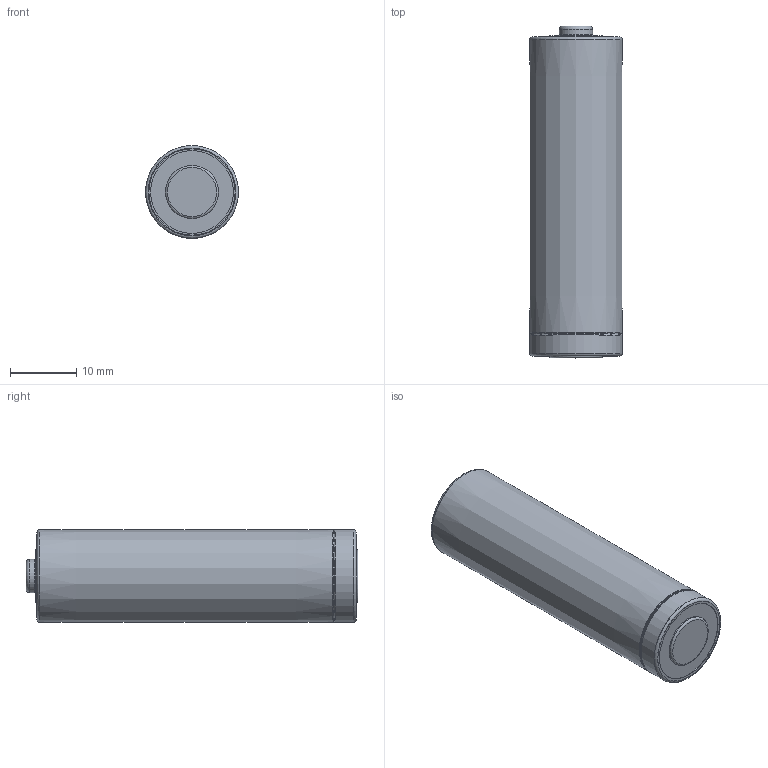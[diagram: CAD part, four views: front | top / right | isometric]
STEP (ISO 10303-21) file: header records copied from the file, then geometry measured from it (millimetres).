
FILE_DESCRIPTION(/* description */ (''),/* implementation_level */ '2;1');
FILE_NAME(/* name */ 'Battery AA v6.step',/* time_stamp */ '2017-09-26T23:42:37+02:00',/* author */ (''),/* organization */ (''),/* preprocessor_version */ 'ST-DEVELOPER v16.13',/* originating_system */ 'Autodesk Translation Framework v6.1.1.50',/* authorisation */ '');
FILE_SCHEMA (('AUTOMOTIVE_DESIGN { 1 0 10303 214 3 1 1 }'));
Length unit declared in the file: millimetre
Products named in the file (4): Battery AA v6; Component2; Component3; Component5
Assembly tree (3 placements, depth 2):
  Battery AA v6
    Component2
    Component3
    Component5
Bounding box: 14 x 50 x 14 mm (x, y, z)
Volume: 512.3 mm3; surface area: 4932.7 mm2
Topology: 3 solids, 3 shells, 38 faces, 67 edges, 40 vertices
Faces by surface type: torus 15, plane 11, cylinder 10, cone 2
Full cylindrical faces by diameter (mm): 5 x1, 8 x1, 12.106 x1, 12.46 x1, 13 x2, 13.658 x1, 13.8 x1, 13.858 x1, 14 x1
Entity records: 853 total; most frequent: DIRECTION 162, CARTESIAN_POINT 117, AXIS2_PLACEMENT_3D 81, EDGE_LOOP 72, ORIENTED_EDGE 72, FACE_OUTER_BOUND 38, ADVANCED_FACE 38, CIRCLE 36
